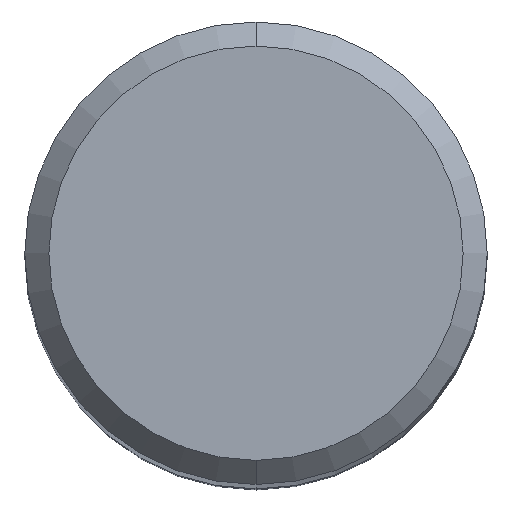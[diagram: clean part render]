
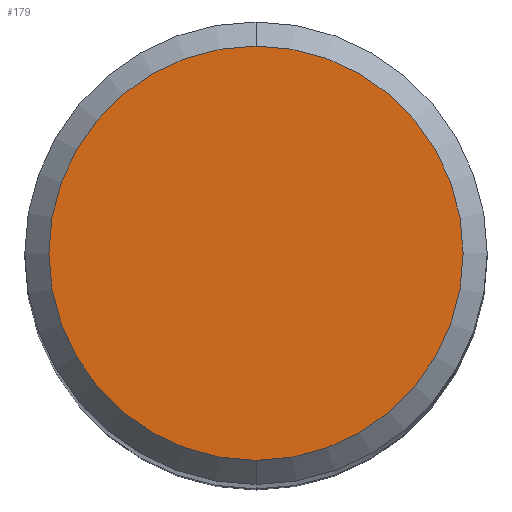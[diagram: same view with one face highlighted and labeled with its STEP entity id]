
A CAD part, top view. The second image highlights one B-rep face of the part: STEP entity #179.
In plain terms, the highlighted planar face has unit normal (0, 0, 1).
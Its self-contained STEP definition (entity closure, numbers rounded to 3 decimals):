
#155=EDGE_CURVE('',#203,#173,#388,.T.);
#173=VERTEX_POINT('',#407);
#179=ADVANCED_FACE('',(#415),#416,.T.);
#203=VERTEX_POINT('',#441);
#225=EDGE_CURVE('',#173,#203,#466,.T.);
#388=CIRCLE('',#647,4.3);
#407=CARTESIAN_POINT('',(0.0,4.3,0.0));
#415=FACE_OUTER_BOUND('',#681,.T.);
#416=PLANE('',#682);
#441=CARTESIAN_POINT('',(0.,-4.3,0.0));
#466=CIRCLE('',#743,4.3);
#647=AXIS2_PLACEMENT_3D('',#958,#959,#960);
#681=EDGE_LOOP('',(#997,#998));
#682=AXIS2_PLACEMENT_3D('',#999,#1000,#1001);
#743=AXIS2_PLACEMENT_3D('',#1041,#1042,#1043);
#958=CARTESIAN_POINT('',(0.0,0.0,0.0));
#959=DIRECTION('',(0.0,0.0,-1.0));
#960=DIRECTION('',(0.0,1.0,0.0));
#997=ORIENTED_EDGE('',*,*,#225,.F.);
#998=ORIENTED_EDGE('',*,*,#155,.F.);
#999=CARTESIAN_POINT('',(0.0,2.15,0.0));
#1000=DIRECTION('',(-0.0,0.0,1.0));
#1001=DIRECTION('',(0.0,-1.0,0.0));
#1041=CARTESIAN_POINT('',(0.0,0.0,0.0));
#1042=DIRECTION('',(0.0,0.0,-1.0));
#1043=DIRECTION('',(0.0,1.0,0.0));
